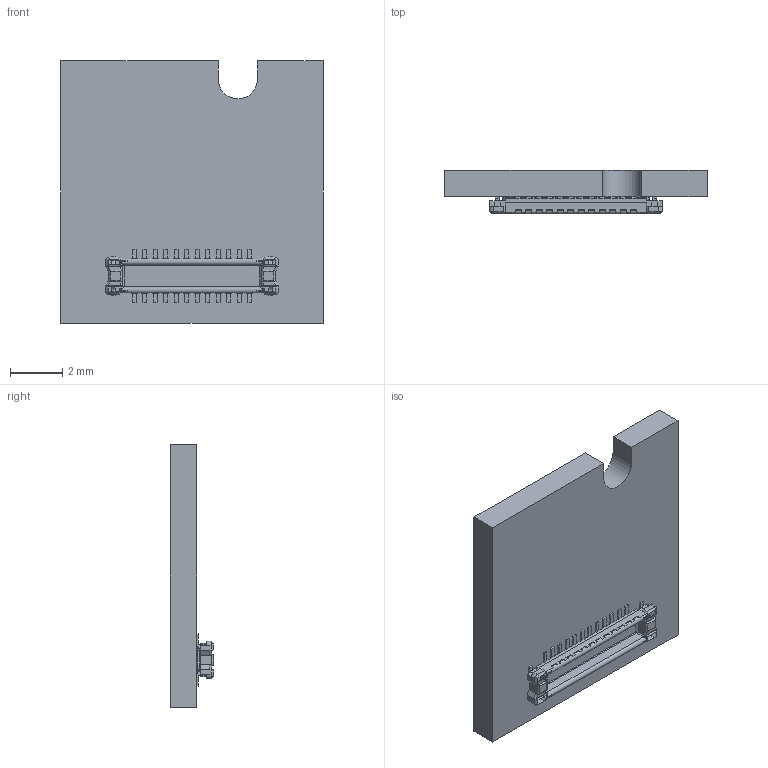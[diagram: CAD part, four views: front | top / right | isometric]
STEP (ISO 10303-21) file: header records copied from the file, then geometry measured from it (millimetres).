
FILE_DESCRIPTION((''),'2;1');
FILE_NAME('PWB-RAK19XX_ASM','2020-10-10T',('admin'),(''),'PRO/ENGINEER BY PARAMETRIC TECHNOLOGY CORPORATION, 2010280','PRO/ENGINEER BY PARAMETRIC TECHNOLOGY CORPORATION, 2010280','');
FILE_SCHEMA(('CONFIG_CONTROL_DESIGN','SHAPE_APPEARANCE_LAYERS_GROUPS'));
Length unit declared in the file: millimetre
Products named in the file (3): PWB-RAK19XX; AXE624124; PWB-RAK19XX_ASM
Assembly tree (2 placements, depth 2):
  PWB-RAK19XX_ASM
    PWB-RAK19XX
    AXE624124
Bounding box: 10 x 1.65 x 10 mm (x, y, z)
Volume: 100.8 mm3; surface area: 274.9 mm2
Topology: 2 solids, 2 shells, 502 faces, 1440 edges, 992 vertices
Faces by surface type: plane 417, cylinder 73, torus 4, bspline 4, cone 4
Entity records: 21191 total; most frequent: CARTESIAN_POINT 3707, ORIENTED_EDGE 2780, DIRECTION 2570, PRESENTATION_STYLE_ASSIGNMENT 1444, STYLED_ITEM 1444, CURVE_STYLE 1442, EDGE_CURVE 1390, VECTOR 1210
